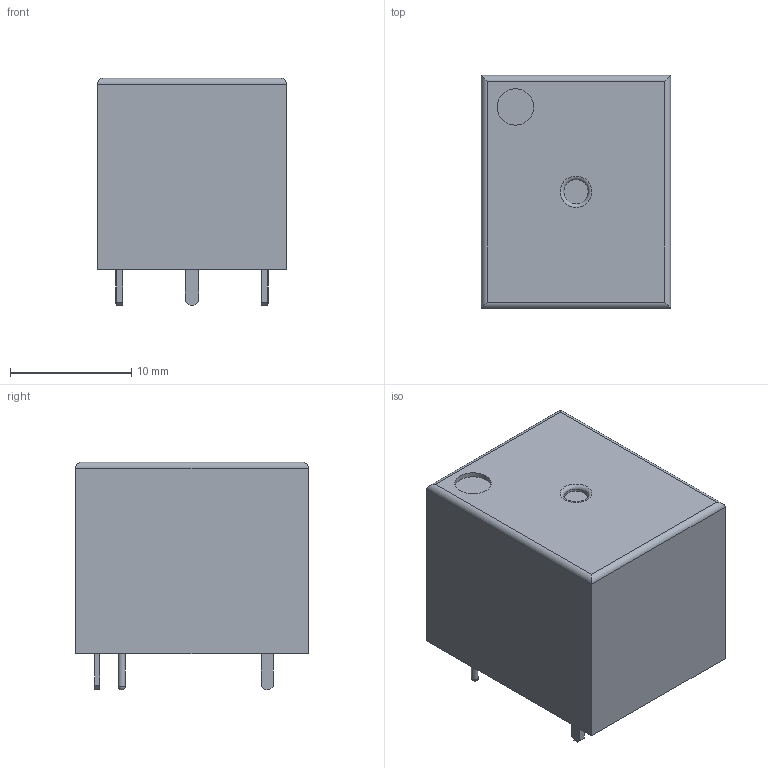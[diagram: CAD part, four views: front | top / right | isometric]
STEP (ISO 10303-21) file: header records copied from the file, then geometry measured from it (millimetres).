
FILE_DESCRIPTION(('FreeCAD Model'),'2;1');
FILE_NAME('Open CASCADE Shape Model','2022-06-22T09:48:23',('Author'),( ''),'Open CASCADE STEP processor 7.5','FreeCAD','Unknown');
FILE_SCHEMA(('AUTOMOTIVE_DESIGN { 1 0 10303 214 1 1 1 1 }'));
Length unit declared in the file: millimetre
Products named in the file (1): SRD-12VDC-SL-C
Bounding box: 15.6 x 19.2 x 18.8 mm (x, y, z)
Volume: 4730 mm3; surface area: 1726.3 mm2
Topology: 1 solids, 1 shells, 40 faces, 92 edges, 59 vertices
Faces by surface type: plane 29, cylinder 8, sphere 2, torus 1
Full cylindrical faces by diameter (mm): 0.6 x2, 2 x1, 3 x1
Entity records: 2526 total; most frequent: CARTESIAN_POINT 450, DIRECTION 356, LINE 240, VECTOR 240, ORIENTED_EDGE 180, PCURVE 180, DEFINITIONAL_REPRESENTATION 180, EDGE_CURVE 90
